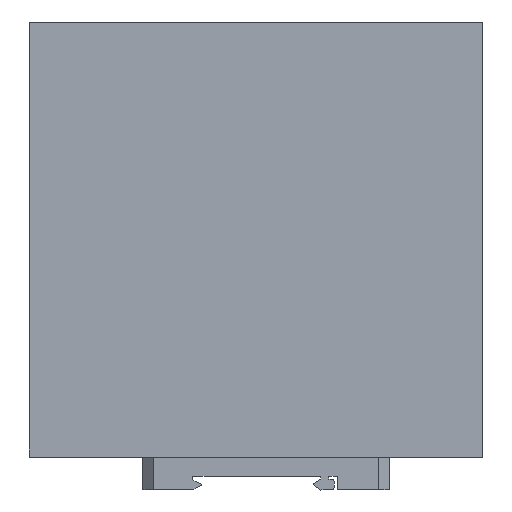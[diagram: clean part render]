
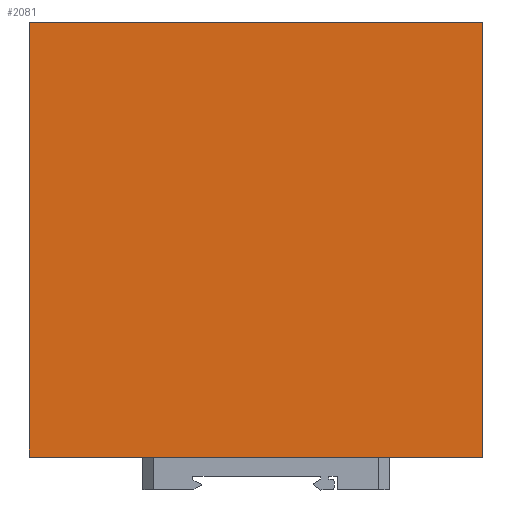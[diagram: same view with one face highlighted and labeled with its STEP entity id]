
A CAD part, left-side view. The second image highlights one B-rep face of the part: STEP entity #2081.
In plain terms, the highlighted planar face has unit normal (-1, 0, 0).
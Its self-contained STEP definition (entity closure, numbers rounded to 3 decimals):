
#2054=AXIS2_PLACEMENT_3D('Plane Axis2P3D',#2051,#2052,#2053) ;
#42=CARTESIAN_POINT('Vertex',(0.,125.,128.9)) ;
#56=CARTESIAN_POINT('Vertex',(0.,125.,9.)) ;
#59=CARTESIAN_POINT('Line Origine',(0.,125.,68.95)) ;
#2051=CARTESIAN_POINT('Axis2P3D Location',(0.,125.,129.)) ;
#2056=CARTESIAN_POINT('Line Origine',(0.,62.5,128.9)) ;
#2060=CARTESIAN_POINT('Vertex',(0.,0.,128.9)) ;
#2063=CARTESIAN_POINT('Line Origine',(0.,62.5,9.)) ;
#2067=CARTESIAN_POINT('Vertex',(0.,0.,9.)) ;
#2070=CARTESIAN_POINT('Line Origine',(0.,0.,68.95)) ;
#60=DIRECTION('Vector Direction',(0.,0.,-1.)) ;
#2052=DIRECTION('Axis2P3D Direction',(1.,-0.,0.)) ;
#2053=DIRECTION('Axis2P3D XDirection',(0.,0.,-1.)) ;
#2057=DIRECTION('Vector Direction',(0.,-1.,0.)) ;
#2064=DIRECTION('Vector Direction',(0.,-1.,0.)) ;
#2071=DIRECTION('Vector Direction',(0.,0.,-1.)) ;
#61=VECTOR('Line Direction',#60,1.) ;
#2058=VECTOR('Line Direction',#2057,1.) ;
#2065=VECTOR('Line Direction',#2064,1.) ;
#2072=VECTOR('Line Direction',#2071,1.) ;
#2076=ORIENTED_EDGE('',*,*,#2062,.F.) ;
#2077=ORIENTED_EDGE('',*,*,#63,.T.) ;
#2078=ORIENTED_EDGE('',*,*,#2069,.T.) ;
#2079=ORIENTED_EDGE('',*,*,#2074,.F.) ;
#2081=ADVANCED_FACE('GEHAUESE',(#2080),#2055,.F.) ;
#63=EDGE_CURVE('',#43,#57,#62,.T.) ;
#2062=EDGE_CURVE('',#43,#2061,#2059,.T.) ;
#2069=EDGE_CURVE('',#57,#2068,#2066,.T.) ;
#2074=EDGE_CURVE('',#2061,#2068,#2073,.T.) ;
#2075=EDGE_LOOP('',(#2076,#2077,#2078,#2079)) ;
#2080=FACE_OUTER_BOUND('',#2075,.T.) ;
#62=LINE('Line',#59,#61) ;
#2059=LINE('Line',#2056,#2058) ;
#2066=LINE('Line',#2063,#2065) ;
#2073=LINE('Line',#2070,#2072) ;
#2055=PLANE('',#2054) ;
#43=VERTEX_POINT('',#42) ;
#57=VERTEX_POINT('',#56) ;
#2061=VERTEX_POINT('',#2060) ;
#2068=VERTEX_POINT('',#2067) ;
